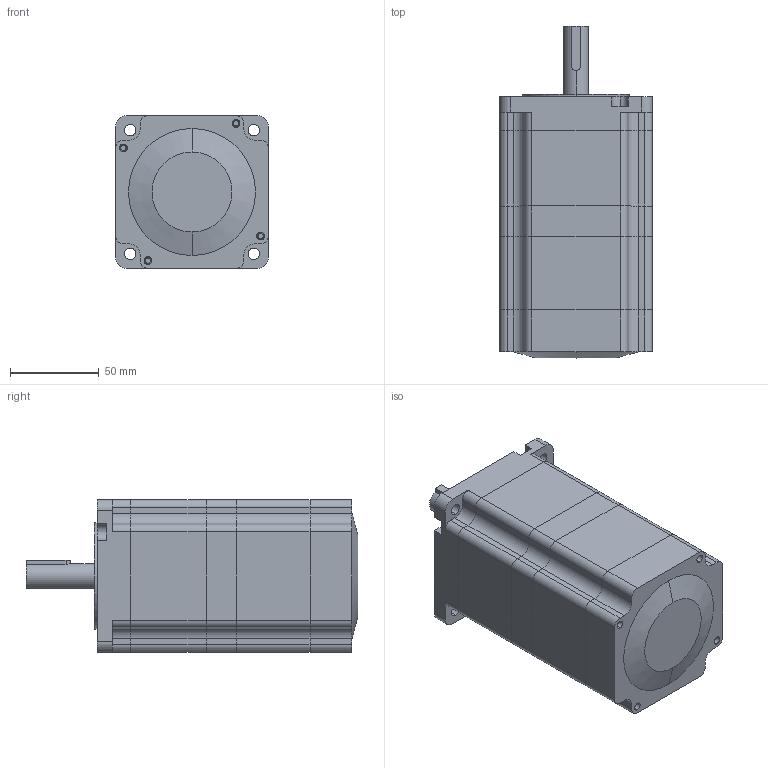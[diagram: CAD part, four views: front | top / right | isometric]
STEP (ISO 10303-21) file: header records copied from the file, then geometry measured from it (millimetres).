
FILE_DESCRIPTION (( 'STEP AP214' ), '1' );
FILE_NAME ('86AME45-E1-Z2（86HSM78D-K1440-BZ）.STEP', '2020-11-14T02:48:17', ( 'wimxt.com' ), ( 'wimxt.com' ), 'SwSTEP 2.0', 'SolidWorks 2014', '' );
FILE_SCHEMA (( 'AUTOMOTIVE_DESIGN' ));
Length unit declared in the file: millimetre
Products named in the file (7): 86AME45-E1-Z2（86HSM78D-K1440-BZ）; 86A4EC-Z綴欶; 86价陬; 86敕遠菁釱; 86A4EC¼ü; 86A4EDヶ裔; 86A4EC隅赽
Assembly tree (6 placements, depth 2):
  86AME45-E1-Z2（86HSM78D-K1440-BZ）
    86A4EC隅赽
    86A4EDヶ裔
    86A4EC¼ü
    86敕遠菁釱
    86价陬
    86A4EC-Z綴欶
Bounding box: 86 x 186.9 x 86 mm (x, y, z)
Volume: 553788.7 mm3; surface area: 144332.3 mm2
Topology: 6 solids, 7 shells, 319 faces, 844 edges, 563 vertices
Faces by surface type: cylinder 178, plane 139, cone 2
Entity records: 10412 total; most frequent: DIRECTION 1860, CARTESIAN_POINT 1773, ORIENTED_EDGE 1688, EDGE_CURVE 844, AXIS2_PLACEMENT_3D 692, VERTEX_POINT 563, VECTOR 476, LINE 476
